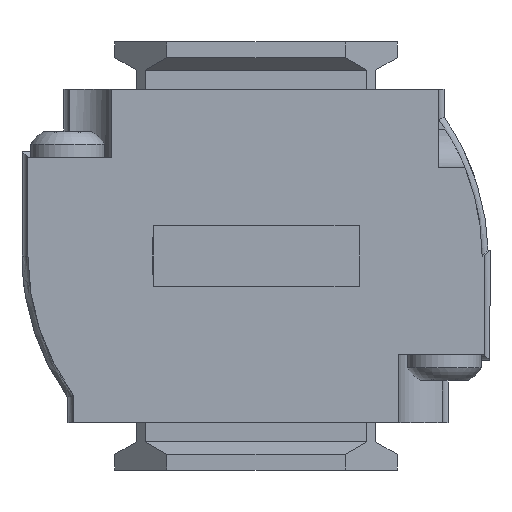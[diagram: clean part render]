
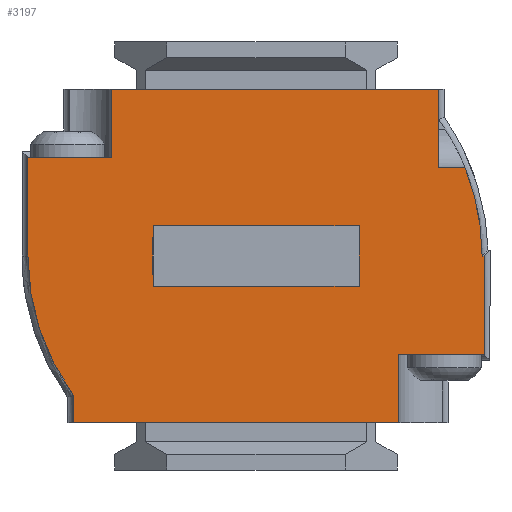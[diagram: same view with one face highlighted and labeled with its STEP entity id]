
A CAD part, front view. The second image highlights one B-rep face of the part: STEP entity #3197.
In plain terms, the highlighted face is planar.
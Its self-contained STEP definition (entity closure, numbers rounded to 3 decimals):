
#287 = DIRECTION ( 'NONE',  ( 0., 0., 1. ) ) ;
#302 = LINE ( 'NONE', #3455, #6670 ) ;
#387 = LINE ( 'NONE', #1028, #3096 ) ;
#468 = CARTESIAN_POINT ( 'NONE',  ( -29.9, -679.8, 463.6 ) ) ;
#487 = EDGE_CURVE ( 'NONE', #840, #2097, #3262, .T. ) ;
#508 = CARTESIAN_POINT ( 'NONE',  ( -29.9, -646.4, 463.6 ) ) ;
#693 = CARTESIAN_POINT ( 'NONE',  ( -13., -656.5, 463.6 ) ) ;
#742 = AXIS2_PLACEMENT_3D ( 'NONE', #2744, #2157, #4921 ) ;
#822 = ORIENTED_EDGE ( 'NONE', *, *, #4236, .F. ) ;
#840 = VERTEX_POINT ( 'NONE', #5467 ) ;
#854 = CARTESIAN_POINT ( 'NONE',  ( -13., -661.1, 463.6 ) ) ;
#867 = AXIS2_PLACEMENT_3D ( 'NONE', #4856, #287, #5406 ) ;
#886 = EDGE_CURVE ( 'NONE', #6846, #4234, #6254, .T. ) ;
#947 = VECTOR ( 'NONE', #6451, 1000. ) ;
#956 = ORIENTED_EDGE ( 'NONE', *, *, #4304, .F. ) ;
#987 = CARTESIAN_POINT ( 'NONE',  ( 28.5, -658.8, 463.6 ) ) ;
#1028 = CARTESIAN_POINT ( 'NONE',  ( -29.9, -671.2, 463.6 ) ) ;
#1046 = VERTEX_POINT ( 'NONE', #1065 ) ;
#1065 = CARTESIAN_POINT ( 'NONE',  ( -23., -641.236, 463.6 ) ) ;
#1109 = EDGE_CURVE ( 'NONE', #6130, #1046, #7105, .T. ) ;
#1248 = ORIENTED_EDGE ( 'NONE', *, *, #1500, .F. ) ;
#1297 = LINE ( 'NONE', #4546, #6380 ) ;
#1411 = DIRECTION ( 'NONE',  ( 0., 1., 0. ) ) ;
#1500 = EDGE_CURVE ( 'NONE', #8387, #1519, #1898, .T. ) ;
#1519 = VERTEX_POINT ( 'NONE', #3136 ) ;
#1554 = CARTESIAN_POINT ( 'NONE',  ( 23., -680.64, 463.6 ) ) ;
#1582 = ORIENTED_EDGE ( 'NONE', *, *, #487, .F. ) ;
#1728 = VERTEX_POINT ( 'NONE', #987 ) ;
#1772 = ORIENTED_EDGE ( 'NONE', *, *, #5237, .F. ) ;
#1787 = VERTEX_POINT ( 'NONE', #7652 ) ;
#1815 = ORIENTED_EDGE ( 'NONE', *, *, #6298, .F. ) ;
#1898 = LINE ( 'NONE', #5107, #947 ) ;
#1906 = DIRECTION ( 'NONE',  ( 0., -1., 0. ) ) ;
#1927 = CARTESIAN_POINT ( 'NONE',  ( -28.75, -671.2, 463.6 ) ) ;
#2032 = FACE_BOUND ( 'NONE', #7926, .T. ) ;
#2097 = VERTEX_POINT ( 'NONE', #8162 ) ;
#2105 = LINE ( 'NONE', #7014, #7895 ) ;
#2117 = ORIENTED_EDGE ( 'NONE', *, *, #7161, .F. ) ;
#2156 = ORIENTED_EDGE ( 'NONE', *, *, #4719, .F. ) ;
#2157 = DIRECTION ( 'NONE',  ( 0., 0., 1. ) ) ;
#2335 = CARTESIAN_POINT ( 'NONE',  ( -29.9, -669.9, 463.6 ) ) ;
#2371 = DIRECTION ( 'NONE',  ( 1., 0., 0. ) ) ;
#2522 = VERTEX_POINT ( 'NONE', #5528 ) ;
#2599 = CARTESIAN_POINT ( 'NONE',  ( 13., -656.5, 463.6 ) ) ;
#2666 = ORIENTED_EDGE ( 'NONE', *, *, #4835, .F. ) ;
#2744 = CARTESIAN_POINT ( 'NONE',  ( 0.95, -658.8, 463.6 ) ) ;
#2775 = DIRECTION ( 'NONE',  ( 0., 1., 0. ) ) ;
#2788 = ORIENTED_EDGE ( 'NONE', *, *, #5890, .F. ) ;
#2794 = AXIS2_PLACEMENT_3D ( 'NONE', #6532, #5312, #3732 ) ;
#2839 = ORIENTED_EDGE ( 'NONE', *, *, #6557, .F. ) ;
#2840 = VECTOR ( 'NONE', #1906, 1000. ) ;
#2902 = VECTOR ( 'NONE', #7040, 1000. ) ;
#2969 = ORIENTED_EDGE ( 'NONE', *, *, #1109, .F. ) ;
#3096 = VECTOR ( 'NONE', #3628, 1000. ) ;
#3118 = CARTESIAN_POINT ( 'NONE',  ( 23., -669.9, 463.6 ) ) ;
#3136 = CARTESIAN_POINT ( 'NONE',  ( -13., -661.1, 463.6 ) ) ;
#3169 = CARTESIAN_POINT ( 'NONE',  ( 13., -661.1, 463.6 ) ) ;
#3197 = ADVANCED_FACE ( 'NONE', ( #2032, #5853 ), #7193, .F. ) ;
#3262 = LINE ( 'NONE', #6613, #5560 ) ;
#3302 = CARTESIAN_POINT ( 'NONE',  ( 13., -656.5, 463.6 ) ) ;
#3455 = CARTESIAN_POINT ( 'NONE',  ( 28.376, -658.8, 463.6 ) ) ;
#3497 = EDGE_CURVE ( 'NONE', #1046, #6977, #3739, .T. ) ;
#3539 = LINE ( 'NONE', #468, #8001 ) ;
#3590 = VERTEX_POINT ( 'NONE', #3118 ) ;
#3620 = CARTESIAN_POINT ( 'NONE',  ( -29.9, -637.8, 463.6 ) ) ;
#3628 = DIRECTION ( 'NONE',  ( 1., 0., 0. ) ) ;
#3732 = DIRECTION ( 'NONE',  ( 1., 0., 0. ) ) ;
#3739 = CIRCLE ( 'NONE', #742, 29.7 ) ;
#3811 = EDGE_CURVE ( 'NONE', #4234, #6130, #8203, .T. ) ;
#3817 = DIRECTION ( 'NONE',  ( 0., -1., 0. ) ) ;
#3884 = CARTESIAN_POINT ( 'NONE',  ( 23., -679.8, 463.6 ) ) ;
#4023 = CIRCLE ( 'NONE', #2794, 29.7 ) ;
#4094 = CARTESIAN_POINT ( 'NONE',  ( 28.75, -646.4, 463.6 ) ) ;
#4234 = VERTEX_POINT ( 'NONE', #4584 ) ;
#4236 = EDGE_CURVE ( 'NONE', #1787, #1728, #4023, .T. ) ;
#4298 = VECTOR ( 'NONE', #1411, 1000. ) ;
#4304 = EDGE_CURVE ( 'NONE', #2522, #4674, #2105, .T. ) ;
#4479 = LINE ( 'NONE', #2599, #5272 ) ;
#4521 = DIRECTION ( 'NONE',  ( 0., -1., 0. ) ) ;
#4546 = CARTESIAN_POINT ( 'NONE',  ( -28.75, -680.64, 463.6 ) ) ;
#4552 = VERTEX_POINT ( 'NONE', #3884 ) ;
#4560 = VECTOR ( 'NONE', #6251, 1000. ) ;
#4584 = CARTESIAN_POINT ( 'NONE',  ( 18., -637.8, 463.6 ) ) ;
#4674 = VERTEX_POINT ( 'NONE', #4094 ) ;
#4719 = EDGE_CURVE ( 'NONE', #1728, #2522, #302, .T. ) ;
#4835 = EDGE_CURVE ( 'NONE', #7397, #8387, #4479, .T. ) ;
#4856 = CARTESIAN_POINT ( 'NONE',  ( -29.9, -680.64, 463.6 ) ) ;
#4921 = DIRECTION ( 'NONE',  ( 1., 0., 0. ) ) ;
#5020 = EDGE_CURVE ( 'NONE', #8291, #7397, #5300, .T. ) ;
#5107 = CARTESIAN_POINT ( 'NONE',  ( 13., -661.1, 463.6 ) ) ;
#5149 = ORIENTED_EDGE ( 'NONE', *, *, #886, .F. ) ;
#5211 = ORIENTED_EDGE ( 'NONE', *, *, #5020, .F. ) ;
#5237 = EDGE_CURVE ( 'NONE', #8292, #840, #387, .T. ) ;
#5262 = ORIENTED_EDGE ( 'NONE', *, *, #3497, .F. ) ;
#5272 = VECTOR ( 'NONE', #4521, 1000. ) ;
#5300 = LINE ( 'NONE', #7775, #6252 ) ;
#5312 = DIRECTION ( 'NONE',  ( 0., 0., 1. ) ) ;
#5406 = DIRECTION ( 'NONE',  ( 1., 0., 0. ) ) ;
#5467 = CARTESIAN_POINT ( 'NONE',  ( -18.25, -671.2, 463.6 ) ) ;
#5528 = CARTESIAN_POINT ( 'NONE',  ( 28.75, -658.8, 463.6 ) ) ;
#5560 = VECTOR ( 'NONE', #6703, 1000. ) ;
#5568 = LINE ( 'NONE', #2335, #7750 ) ;
#5589 = DIRECTION ( 'NONE',  ( 1., 0., 0. ) ) ;
#5726 = CARTESIAN_POINT ( 'NONE',  ( 18., -680.64, 463.6 ) ) ;
#5853 = FACE_OUTER_BOUND ( 'NONE', #7156, .T. ) ;
#5890 = EDGE_CURVE ( 'NONE', #1519, #8291, #6090, .T. ) ;
#5920 = ORIENTED_EDGE ( 'NONE', *, *, #3811, .F. ) ;
#6090 = LINE ( 'NONE', #854, #7098 ) ;
#6130 = VERTEX_POINT ( 'NONE', #7291 ) ;
#6251 = DIRECTION ( 'NONE',  ( -1., 0., 0. ) ) ;
#6252 = VECTOR ( 'NONE', #6599, 1000. ) ;
#6254 = LINE ( 'NONE', #5726, #7805 ) ;
#6298 = EDGE_CURVE ( 'NONE', #4674, #6846, #6386, .T. ) ;
#6305 = CARTESIAN_POINT ( 'NONE',  ( 18., -646.4, 463.6 ) ) ;
#6338 = CARTESIAN_POINT ( 'NONE',  ( -23., -680.64, 463.6 ) ) ;
#6379 = DIRECTION ( 'NONE',  ( 0., 1., 0. ) ) ;
#6380 = VECTOR ( 'NONE', #3817, 1000. ) ;
#6386 = LINE ( 'NONE', #508, #2902 ) ;
#6451 = DIRECTION ( 'NONE',  ( -1., 0., 0. ) ) ;
#6532 = CARTESIAN_POINT ( 'NONE',  ( -1.2, -658.8, 463.6 ) ) ;
#6557 = EDGE_CURVE ( 'NONE', #2097, #4552, #3539, .T. ) ;
#6599 = DIRECTION ( 'NONE',  ( 1., 0., 0. ) ) ;
#6613 = CARTESIAN_POINT ( 'NONE',  ( -18.25, -680.64, 463.6 ) ) ;
#6670 = VECTOR ( 'NONE', #7378, 1000. ) ;
#6703 = DIRECTION ( 'NONE',  ( 0., -1., 0. ) ) ;
#6738 = ORIENTED_EDGE ( 'NONE', *, *, #7824, .F. ) ;
#6846 = VERTEX_POINT ( 'NONE', #6305 ) ;
#6977 = VERTEX_POINT ( 'NONE', #7157 ) ;
#7014 = CARTESIAN_POINT ( 'NONE',  ( 28.75, -680.64, 463.6 ) ) ;
#7040 = DIRECTION ( 'NONE',  ( -1., 0., 0. ) ) ;
#7098 = VECTOR ( 'NONE', #2775, 1000. ) ;
#7105 = LINE ( 'NONE', #6338, #2840 ) ;
#7156 = EDGE_LOOP ( 'NONE', ( #2969, #5920, #5149, #1815, #956, #2156, #822, #2117, #6738, #2839, #1582, #1772, #8319, #5262 ) ) ;
#7157 = CARTESIAN_POINT ( 'NONE',  ( -28.75, -658.8, 463.6 ) ) ;
#7161 = EDGE_CURVE ( 'NONE', #3590, #1787, #5568, .T. ) ;
#7193 = PLANE ( 'NONE',  #867 ) ;
#7291 = CARTESIAN_POINT ( 'NONE',  ( -23., -637.8, 463.6 ) ) ;
#7371 = EDGE_CURVE ( 'NONE', #6977, #8292, #1297, .T. ) ;
#7378 = DIRECTION ( 'NONE',  ( 1., 0., 0. ) ) ;
#7397 = VERTEX_POINT ( 'NONE', #3302 ) ;
#7652 = CARTESIAN_POINT ( 'NONE',  ( 26.348, -669.9, 463.6 ) ) ;
#7750 = VECTOR ( 'NONE', #2371, 1000. ) ;
#7775 = CARTESIAN_POINT ( 'NONE',  ( -13., -656.5, 463.6 ) ) ;
#7805 = VECTOR ( 'NONE', #8384, 1000. ) ;
#7824 = EDGE_CURVE ( 'NONE', #4552, #3590, #8086, .T. ) ;
#7895 = VECTOR ( 'NONE', #6379, 1000. ) ;
#7926 = EDGE_LOOP ( 'NONE', ( #1248, #2666, #5211, #2788 ) ) ;
#8001 = VECTOR ( 'NONE', #5589, 1000. ) ;
#8086 = LINE ( 'NONE', #1554, #4298 ) ;
#8162 = CARTESIAN_POINT ( 'NONE',  ( -18.25, -679.8, 463.6 ) ) ;
#8203 = LINE ( 'NONE', #3620, #4560 ) ;
#8291 = VERTEX_POINT ( 'NONE', #693 ) ;
#8292 = VERTEX_POINT ( 'NONE', #1927 ) ;
#8319 = ORIENTED_EDGE ( 'NONE', *, *, #7371, .F. ) ;
#8384 = DIRECTION ( 'NONE',  ( 0., 1., 0. ) ) ;
#8387 = VERTEX_POINT ( 'NONE', #3169 ) ;
